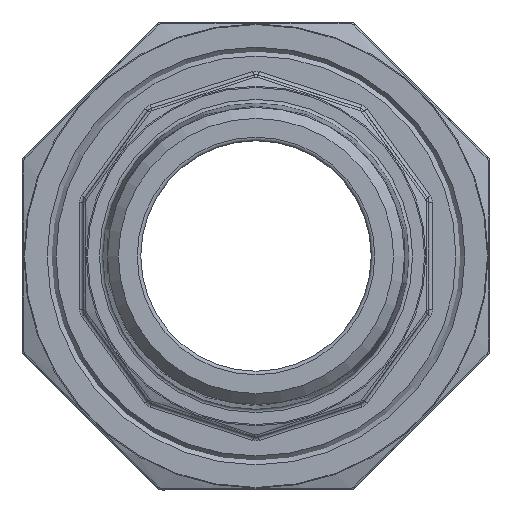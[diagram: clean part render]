
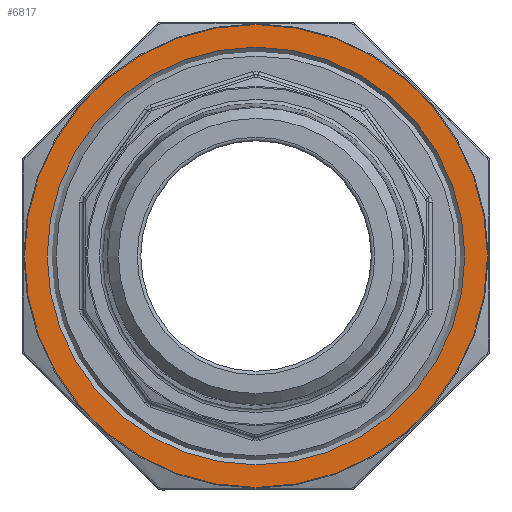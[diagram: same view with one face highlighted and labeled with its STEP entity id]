
A CAD part, left-side view. The second image highlights one B-rep face of the part: STEP entity #6817.
In plain terms, the highlighted planar face has unit normal (-1, 0, 0).
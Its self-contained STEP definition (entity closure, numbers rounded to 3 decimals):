
#364 = ORIENTED_EDGE ( 'NONE', *, *, #9422, .T. ) ;
#2593 = DIRECTION ( 'NONE',  ( 0., 0., -1. ) ) ;
#2691 = FACE_OUTER_BOUND ( 'NONE', #8923, .T. ) ;
#2933 = DIRECTION ( 'NONE',  ( -1., 0., 0. ) ) ;
#4224 = CARTESIAN_POINT ( 'NONE',  ( -13., 42.92, 0. ) ) ;
#4813 = VERTEX_POINT ( 'NONE', #19831 ) ;
#5169 = CIRCLE ( 'NONE', #11010, 29. ) ;
#5233 = EDGE_LOOP ( 'NONE', ( #364 ) ) ;
#6817 = ADVANCED_FACE ( 'NONE', ( #2691, #14057 ), #20585, .T. ) ;
#7716 = CARTESIAN_POINT ( 'NONE',  ( -13., 0., 0. ) ) ;
#8923 = EDGE_LOOP ( 'NONE', ( #17938 ) ) ;
#8976 = DIRECTION ( 'NONE',  ( -1., 0., 0. ) ) ;
#9086 = DIRECTION ( 'NONE',  ( 0., 0., 1. ) ) ;
#9422 = EDGE_CURVE ( 'NONE', #10958, #10958, #5169, .T. ) ;
#10793 = CARTESIAN_POINT ( 'NONE',  ( -13., 0., 0. ) ) ;
#10958 = VERTEX_POINT ( 'NONE', #12915 ) ;
#11010 = AXIS2_PLACEMENT_3D ( 'NONE', #10793, #17411, #2593 ) ;
#12556 = DIRECTION ( 'NONE',  ( 0., 0., 1. ) ) ;
#12915 = CARTESIAN_POINT ( 'NONE',  ( -13., 0., -29. ) ) ;
#14057 = FACE_BOUND ( 'NONE', #5233, .T. ) ;
#17411 = DIRECTION ( 'NONE',  ( 1., 0., 0. ) ) ;
#17938 = ORIENTED_EDGE ( 'NONE', *, *, #18121, .T. ) ;
#18121 = EDGE_CURVE ( 'NONE', #4813, #4813, #20591, .T. ) ;
#18223 = AXIS2_PLACEMENT_3D ( 'NONE', #7716, #2933, #12556 ) ;
#19831 = CARTESIAN_POINT ( 'NONE',  ( -13., 0., 32.147 ) ) ;
#20265 = AXIS2_PLACEMENT_3D ( 'NONE', #4224, #8976, #9086 ) ;
#20585 = PLANE ( 'NONE',  #20265 ) ;
#20591 = CIRCLE ( 'NONE', #18223, 32.147 ) ;
